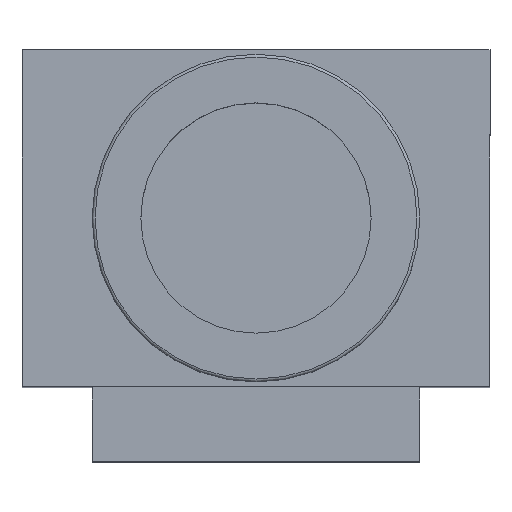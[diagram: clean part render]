
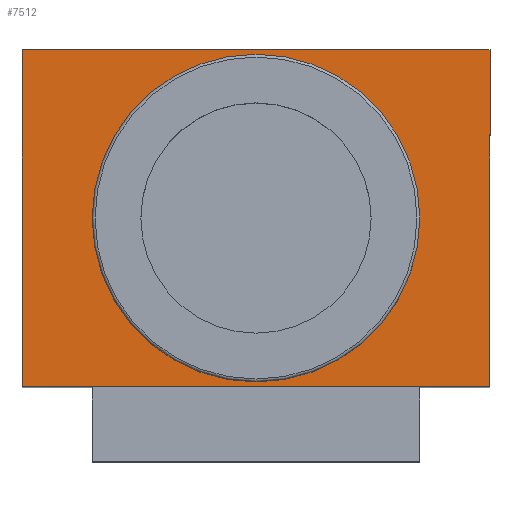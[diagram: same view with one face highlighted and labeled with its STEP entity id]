
A CAD part, top view. The second image highlights one B-rep face of the part: STEP entity #7512.
In plain terms, the highlighted planar face has unit normal (0, 0, 1).
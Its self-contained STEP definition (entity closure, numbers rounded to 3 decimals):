
#6209=CARTESIAN_POINT('',(17.5,0.,-9.0));
#6210=VERTEX_POINT('',#6209);
#6211=CARTESIAN_POINT('',(0.0,0.0,-9.0));
#6212=DIRECTION('',(0.0,0.0,1.0));
#6213=DIRECTION('',(-1.0,0.0,0.0));
#6214=AXIS2_PLACEMENT_3D('',#6211,#6212,#6213);
#6215=CIRCLE('',#6214,17.5);
#6216=EDGE_CURVE('',#6210,#6210,#6215,.T.);
#7379=CARTESIAN_POINT('',(-25.,18.,-9.0));
#7380=VERTEX_POINT('',#7379);
#7387=CARTESIAN_POINT('',(25.,18.0,-9.0));
#7388=VERTEX_POINT('',#7387);
#7389=CARTESIAN_POINT('',(-25.,18.,-9.0));
#7390=DIRECTION('',(1.0,0.0,0.0));
#7391=VECTOR('',#7390,50.0);
#7392=LINE('',#7389,#7391);
#7393=EDGE_CURVE('',#7380,#7388,#7392,.T.);
#7427=CARTESIAN_POINT('',(-25.,-18.0,-9.0));
#7428=VERTEX_POINT('',#7427);
#7435=CARTESIAN_POINT('',(-25.,-18.0,-9.0));
#7436=DIRECTION('',(0.0,1.0,0.0));
#7437=VECTOR('',#7436,36.);
#7438=LINE('',#7435,#7437);
#7439=EDGE_CURVE('',#7428,#7380,#7438,.T.);
#7451=CARTESIAN_POINT('',(25.,-18.0,-9.0));
#7452=VERTEX_POINT('',#7451);
#7459=CARTESIAN_POINT('',(25.,-18.0,-9.0));
#7460=DIRECTION('',(-1.0,0.0,0.0));
#7461=VECTOR('',#7460,50.0);
#7462=LINE('',#7459,#7461);
#7463=EDGE_CURVE('',#7452,#7428,#7462,.T.);
#7476=CARTESIAN_POINT('',(25.,18.0,-9.0));
#7477=DIRECTION('',(0.0,-1.0,0.0));
#7478=VECTOR('',#7477,36.0);
#7479=LINE('',#7476,#7478);
#7480=EDGE_CURVE('',#7388,#7452,#7479,.T.);
#7498=CARTESIAN_POINT('',(0.,0.,-9.));
#7499=DIRECTION('',(0.0,0.0,1.0));
#7500=DIRECTION('',(1.0,0.0,0.0));
#7501=AXIS2_PLACEMENT_3D('',#7498,#7499,#7500);
#7502=PLANE('',#7501);
#7503=ORIENTED_EDGE('',*,*,#7463,.F.);
#7504=ORIENTED_EDGE('',*,*,#7480,.F.);
#7505=ORIENTED_EDGE('',*,*,#7393,.F.);
#7506=ORIENTED_EDGE('',*,*,#7439,.F.);
#7507=EDGE_LOOP('',(#7503,#7504,#7505,#7506));
#7508=FACE_OUTER_BOUND('',#7507,.T.);
#7509=ORIENTED_EDGE('',*,*,#6216,.F.);
#7510=EDGE_LOOP('',(#7509));
#7511=FACE_BOUND('',#7510,.T.);
#7512=ADVANCED_FACE('',(#7508,#7511),#7502,.T.);
